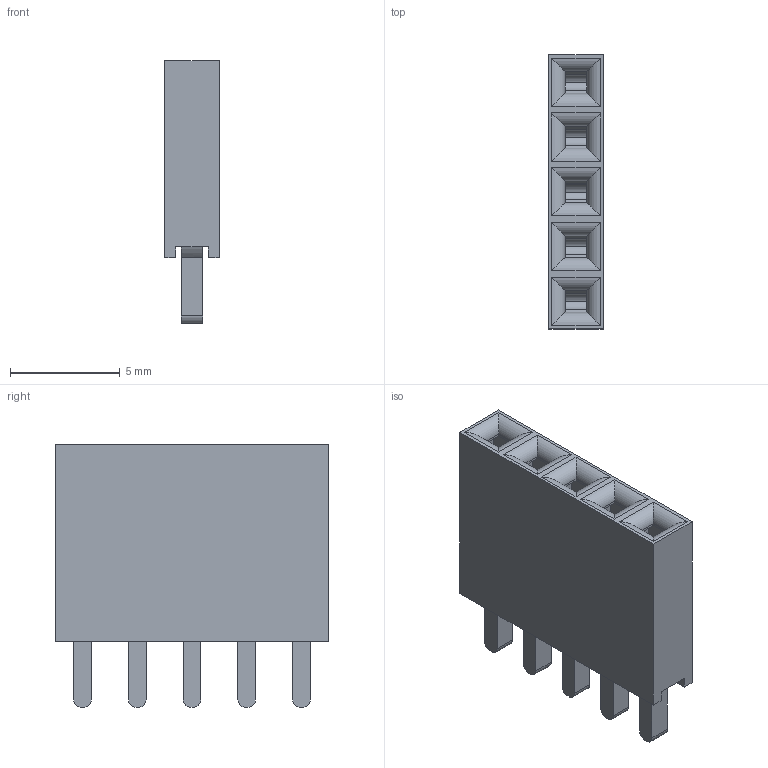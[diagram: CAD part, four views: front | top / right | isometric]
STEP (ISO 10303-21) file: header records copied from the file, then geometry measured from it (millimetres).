
FILE_DESCRIPTION(/* description */ ('','CAx-IF Rec.Pracs.---Representation and Presentation of Product Manufacturing Information (PMI)---4.0---2014-10-13'),/* implementation_level */ '2;1');
FILE_NAME(/* name */ 'Female 5 Pin Header.step',/* time_stamp */ '2025-01-05T14:31:07+05:30',/* author */ (''),/* organization */ (''),/* preprocessor_version */ 'ST-DEVELOPER v20',/* originating_system */ 'Autodesk Translation Framework v13.20.0.188',/* authorisation */ '');
FILE_SCHEMA (('AP242_MANAGED_MODEL_BASED_3D_ENGINEERING_MIM_LF { 1 0 10303 442 1 1 4 }'));
Length unit declared in the file: millimetre
Products named in the file (1): Female Pin Header
Bounding box: 2.5 x 12.5 x 12 mm (x, y, z)
Volume: 188.9 mm3; surface area: 882.8 mm2
Topology: 6 solids, 6 shells, 155 faces, 409 edges, 266 vertices
Faces by surface type: plane 105, cylinder 40, bspline 10
Entity records: 5044 total; most frequent: CARTESIAN_POINT 1201, ORIENTED_EDGE 818, DIRECTION 741, EDGE_CURVE 409, LINE 329, VECTOR 329, VERTEX_POINT 266, AXIS2_PLACEMENT_3D 206
